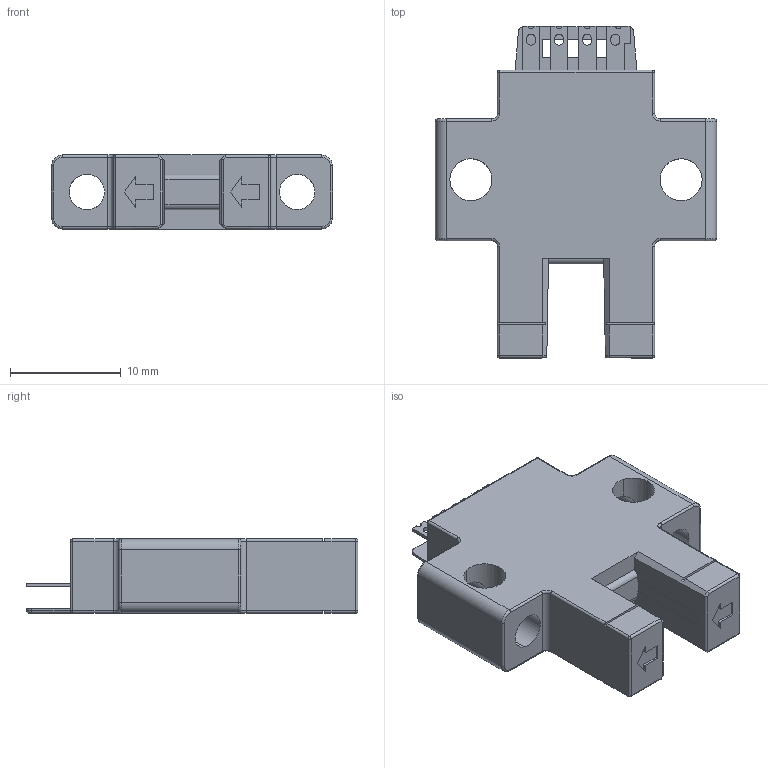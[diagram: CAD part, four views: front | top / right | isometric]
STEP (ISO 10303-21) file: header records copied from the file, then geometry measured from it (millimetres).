
FILE_DESCRIPTION((''),'2;1');
FILE_NAME('PRT0004','2022-06-29T',('Administrator'),(''),'PRO/ENGINEER BY PARAMETRIC TECHNOLOGY CORPORATION, 2014000','PRO/ENGINEER BY PARAMETRIC TECHNOLOGY CORPORATION, 2014000','');
FILE_SCHEMA(('CONFIG_CONTROL_DESIGN'));
Length unit declared in the file: millimetre
Products named in the file (1): PRT0004
Bounding box: 25.4 x 30 x 6.7 mm (x, y, z)
Volume: 2712.7 mm3; surface area: 2378.5 mm2
Topology: 2 solids, 2 shells, 247 faces, 672 edges, 423 vertices
Faces by surface type: plane 141, cylinder 80, torus 18, sphere 8
Entity records: 8038 total; most frequent: CARTESIAN_POINT 1676, ORIENTED_EDGE 1328, DIRECTION 1299, EDGE_CURVE 664, VECTOR 469, LINE 469, VERTEX_POINT 423, AXIS2_PLACEMENT_3D 415
